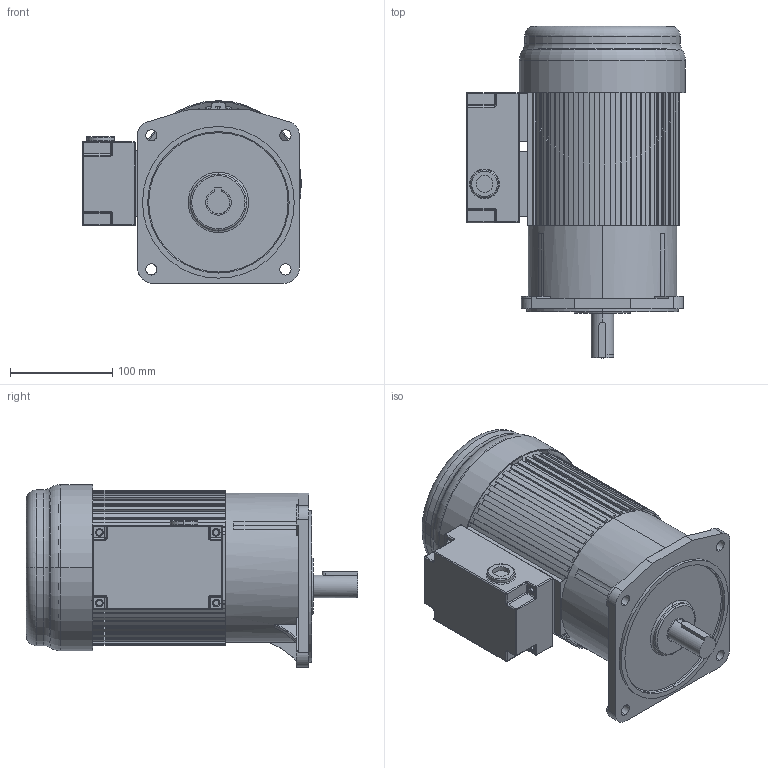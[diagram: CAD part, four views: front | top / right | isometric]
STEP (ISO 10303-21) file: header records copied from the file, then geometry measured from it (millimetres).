
FILE_DESCRIPTION (( 'STEP AP214' ), '1' );
FILE_NAME ('GV-22-400-i-A-B-G2-RD.STEP', '2023-09-15T06:16:01', ( '' ), ( '' ), 'SwSTEP 2.0', 'SolidWorks 2021', '' );
FILE_SCHEMA (( 'AUTOMOTIVE_DESIGN' ));
Length unit declared in the file: millimetre
Products named in the file (7): 煞車接線盒DOWN-UP_預設; GV-22-400-i-A-B-G2-RD; PRT0003_蕼偞; PRT0001_蕼偞; PRT0002_蕼偞; GV22_蕼偞; GV22-400W-S-G2-RD(2)
Assembly tree (6 placements, depth 3):
  GV-22-400-i-A-B-G2-RD
    GV22-400W-S-G2-RD(2)
      GV22_蕼偞
      PRT0001_蕼偞
      PRT0002_蕼偞
      PRT0003_蕼偞
    煞車接線盒DOWN-UP_預設
Bounding box: 213.5 x 323.8 x 178.17 mm (x, y, z)
Volume: 1952337.1 mm3; surface area: 576728 mm2
Topology: 5 solids, 6 shells, 923 faces, 2572 edges, 1628 vertices
Faces by surface type: plane 563, cylinder 286, torus 50, sphere 20, cone 4
Entity records: 30779 total; most frequent: CARTESIAN_POINT 6435, ORIENTED_EDGE 5104, DIRECTION 4980, EDGE_CURVE 2552, LINE 1766, VECTOR 1766, VERTEX_POINT 1628, AXIS2_PLACEMENT_3D 1607
